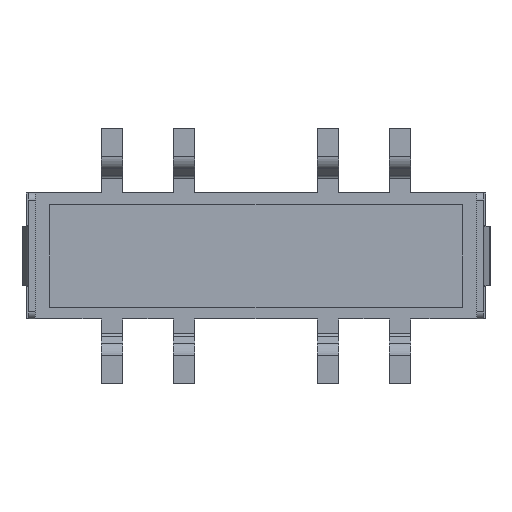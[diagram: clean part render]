
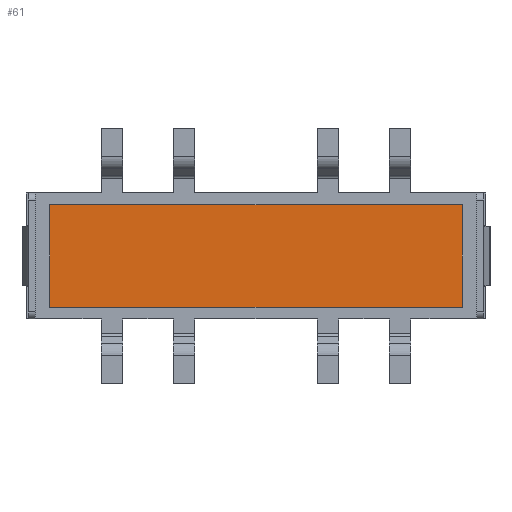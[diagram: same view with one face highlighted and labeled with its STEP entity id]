
A CAD part, front view. The second image highlights one B-rep face of the part: STEP entity #61.
In plain terms, the highlighted planar face has unit normal (0, -1, 0).
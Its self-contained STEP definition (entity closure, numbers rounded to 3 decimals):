
#61=ADVANCED_FACE('',(#313),#314,.T.);
#313=FACE_OUTER_BOUND('',#787,.T.);
#314=PLANE('',#788);
#787=EDGE_LOOP('',(#1409,#1410,#1411,#1412));
#788=AXIS2_PLACEMENT_3D('',#1413,#1414,#1415);
#1409=ORIENTED_EDGE('',*,*,#3414,.T.);
#1410=ORIENTED_EDGE('',*,*,#3412,.F.);
#1411=ORIENTED_EDGE('',*,*,#3410,.F.);
#1412=ORIENTED_EDGE('',*,*,#3408,.T.);
#1413=CARTESIAN_POINT('',(-5.725,0.0,-1.425));
#1414=DIRECTION('',(0.0,-1.0,0.0));
#1415=DIRECTION('',(0.0,0.0,-1.0));
#3408=EDGE_CURVE('',#4190,#4188,#4191,.T.);
#3410=EDGE_CURVE('',#4190,#4193,#4194,.T.);
#3412=EDGE_CURVE('',#4193,#4196,#4197,.T.);
#3414=EDGE_CURVE('',#4188,#4196,#4199,.T.);
#4188=VERTEX_POINT('',#5411);
#4190=VERTEX_POINT('',#5414);
#4191=LINE('',#5415,#5416);
#4193=VERTEX_POINT('',#5419);
#4194=LINE('',#5420,#5421);
#4196=VERTEX_POINT('',#5424);
#4197=LINE('',#5425,#5426);
#4199=LINE('',#5429,#5430);
#5411=CARTESIAN_POINT('',(5.725,0.0,-1.425));
#5414=CARTESIAN_POINT('',(-5.725,0.0,-1.425));
#5415=CARTESIAN_POINT('',(-5.725,0.0,-1.425));
#5416=VECTOR('',#6996,11.45);
#5419=CARTESIAN_POINT('',(-5.725,0.0,1.425));
#5420=CARTESIAN_POINT('',(-5.725,0.0,-1.425));
#5421=VECTOR('',#6998,2.85);
#5424=CARTESIAN_POINT('',(5.725,0.0,1.425));
#5425=CARTESIAN_POINT('',(-5.725,0.0,1.425));
#5426=VECTOR('',#7000,11.45);
#5429=CARTESIAN_POINT('',(5.725,0.0,-1.425));
#5430=VECTOR('',#7002,2.85);
#6996=DIRECTION('',(1.0,0.0,0.0));
#6998=DIRECTION('',(0.0,0.0,1.0));
#7000=DIRECTION('',(1.0,0.0,0.0));
#7002=DIRECTION('',(0.0,0.0,1.0));
